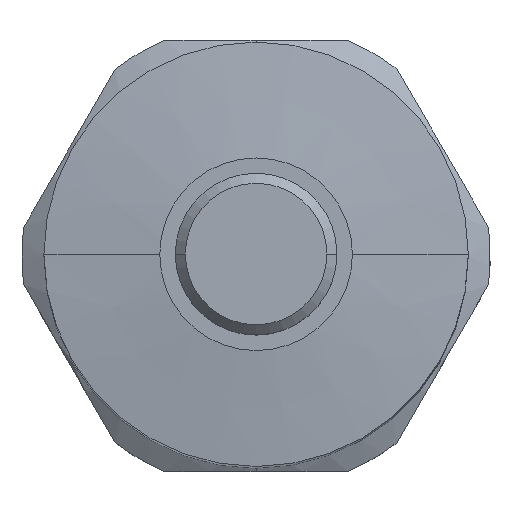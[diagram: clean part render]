
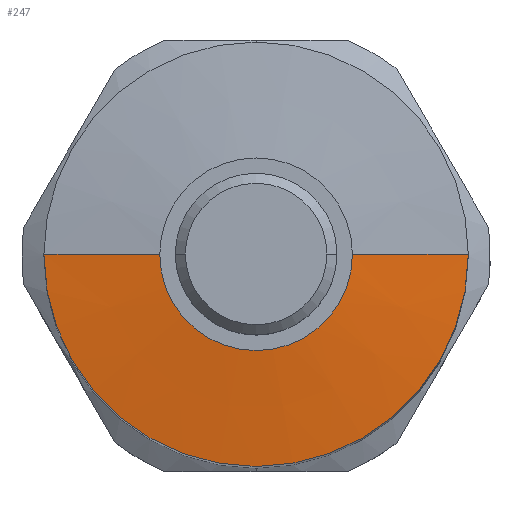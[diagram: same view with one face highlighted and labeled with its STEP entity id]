
A CAD part, top view. The second image highlights one B-rep face of the part: STEP entity #247.
In plain terms, the highlighted conical face has half-angle 83.367 degrees and reference radius 15.75 mm.
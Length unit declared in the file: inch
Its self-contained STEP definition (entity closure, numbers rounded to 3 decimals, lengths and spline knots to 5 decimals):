
#135 = VERTEX_POINT ( 'NONE', #3327 ) ;
#201 = EDGE_CURVE ( 'NONE', #1213, #2523, #1597, .T. ) ;
#211 = CIRCLE ( 'NONE', #3219, 0.62008 ) ;
#247 = ADVANCED_FACE ( 'FACE10', ( #1324 ), #2206, .T. ) ;
#281 = CARTESIAN_POINT ( 'NONE',  ( 0., 0., 0.42126 ) ) ;
#319 = DIRECTION ( 'NONE',  ( 0., 0., -1. ) ) ;
#322 = LINE ( 'NONE', #3144, #1472 ) ;
#345 = ORIENTED_EDGE ( 'NONE', *, *, #201, .T. ) ;
#370 = EDGE_CURVE ( 'NONE', #135, #2523, #211, .T. ) ;
#563 = ORIENTED_EDGE ( 'NONE', *, *, #853, .F. ) ;
#707 = AXIS2_PLACEMENT_3D ( 'NONE', #281, #2124, #2871 ) ;
#853 = EDGE_CURVE ( 'NONE', #1138, #135, #322, .T. ) ;
#913 = DIRECTION ( 'NONE',  ( -0.993, 0., -0.116 ) ) ;
#1008 = DIRECTION ( 'NONE',  ( -1., 0., 0. ) ) ;
#1138 = VERTEX_POINT ( 'NONE', #3245 ) ;
#1213 = VERTEX_POINT ( 'NONE', #1839 ) ;
#1324 = FACE_OUTER_BOUND ( 'NONE', #2515, .T. ) ;
#1472 = VECTOR ( 'NONE', #1497, 39.37008 ) ;
#1497 = DIRECTION ( 'NONE',  ( 0.993, 0., -0.116 ) ) ;
#1597 = LINE ( 'NONE', #2423, #2921 ) ;
#1721 = DIRECTION ( 'NONE',  ( 0., 0., -1. ) ) ;
#1839 = CARTESIAN_POINT ( 'NONE',  ( -0.2815, 0., 0.42126 ) ) ;
#1938 = CARTESIAN_POINT ( 'NONE',  ( 0., 0., 0.38189 ) ) ;
#1953 = AXIS2_PLACEMENT_3D ( 'NONE', #1938, #1721, #2096 ) ;
#2056 = CARTESIAN_POINT ( 'NONE',  ( 0., 0., 0.38189 ) ) ;
#2072 = ORIENTED_EDGE ( 'NONE', *, *, #370, .F. ) ;
#2096 = DIRECTION ( 'NONE',  ( -1., 0., 0. ) ) ;
#2124 = DIRECTION ( 'NONE',  ( 0., 0., -1. ) ) ;
#2171 = EDGE_CURVE ( 'NONE', #1138, #1213, #2331, .T. ) ;
#2206 = CONICAL_SURFACE ( 'NONE', #1953, 0.62008, 1.455 ) ;
#2331 = CIRCLE ( 'NONE', #707, 0.2815 ) ;
#2423 = CARTESIAN_POINT ( 'NONE',  ( -0.62008, 0., 0.38189 ) ) ;
#2510 = ORIENTED_EDGE ( 'NONE', *, *, #2171, .T. ) ;
#2515 = EDGE_LOOP ( 'NONE', ( #563, #2510, #345, #2072 ) ) ;
#2523 = VERTEX_POINT ( 'NONE', #3310 ) ;
#2871 = DIRECTION ( 'NONE',  ( -1., 0., 0. ) ) ;
#2921 = VECTOR ( 'NONE', #913, 39.37008 ) ;
#3144 = CARTESIAN_POINT ( 'NONE',  ( 0.62008, 0., 0.38189 ) ) ;
#3219 = AXIS2_PLACEMENT_3D ( 'NONE', #2056, #319, #1008 ) ;
#3245 = CARTESIAN_POINT ( 'NONE',  ( 0.2815, 0., 0.42126 ) ) ;
#3310 = CARTESIAN_POINT ( 'NONE',  ( -0.62008, 0., 0.38189 ) ) ;
#3327 = CARTESIAN_POINT ( 'NONE',  ( 0.62008, 0., 0.38189 ) ) ;
